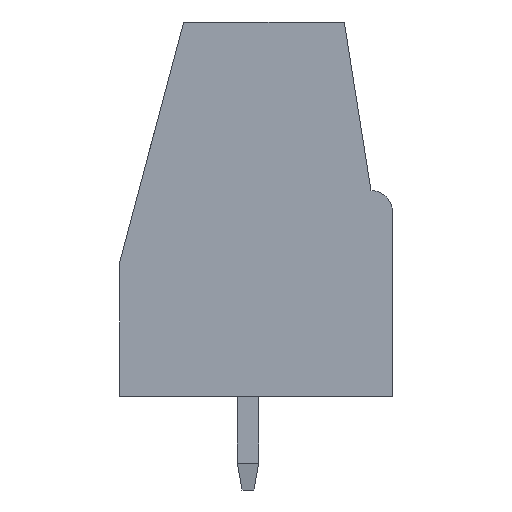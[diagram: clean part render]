
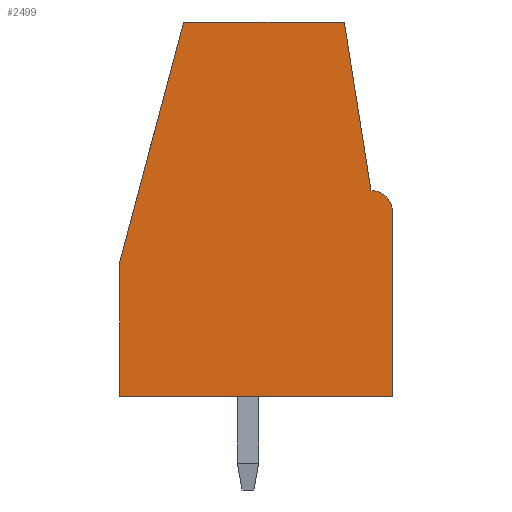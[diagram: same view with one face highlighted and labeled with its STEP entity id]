
A CAD part, front view. The second image highlights one B-rep face of the part: STEP entity #2499.
In plain terms, the highlighted planar face has unit normal (0, -1, 0).
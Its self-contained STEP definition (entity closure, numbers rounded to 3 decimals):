
#66=CIRCLE('',#2742,0.8);
#172=LINE('',#4026,#411);
#179=LINE('',#4045,#418);
#191=LINE('',#4066,#430);
#203=LINE('',#4091,#442);
#204=LINE('',#4093,#443);
#205=LINE('',#4094,#444);
#411=VECTOR('',#3072,1000.);
#418=VECTOR('',#3087,1000.);
#430=VECTOR('',#3101,1000.);
#442=VECTOR('',#3119,1000.);
#443=VECTOR('',#3120,1000.);
#444=VECTOR('',#3121,1000.);
#769=ORIENTED_EDGE('',*,*,#1368,.T.);
#770=ORIENTED_EDGE('',*,*,#1401,.T.);
#771=ORIENTED_EDGE('',*,*,#1402,.T.);
#772=ORIENTED_EDGE('',*,*,#1374,.T.);
#773=ORIENTED_EDGE('',*,*,#1377,.T.);
#774=ORIENTED_EDGE('',*,*,#1403,.T.);
#775=ORIENTED_EDGE('',*,*,#1389,.T.);
#1368=EDGE_CURVE('',#1698,#1697,#172,.T.);
#1374=EDGE_CURVE('',#1700,#1703,#66,.T.);
#1377=EDGE_CURVE('',#1703,#1705,#179,.T.);
#1389=EDGE_CURVE('',#1714,#1698,#191,.T.);
#1401=EDGE_CURVE('',#1697,#1724,#203,.T.);
#1402=EDGE_CURVE('',#1724,#1700,#204,.T.);
#1403=EDGE_CURVE('',#1705,#1714,#205,.T.);
#1697=VERTEX_POINT('',#4025);
#1698=VERTEX_POINT('',#4027);
#1700=VERTEX_POINT('',#4033);
#1703=VERTEX_POINT('',#4038);
#1705=VERTEX_POINT('',#4044);
#1714=VERTEX_POINT('',#4067);
#1724=VERTEX_POINT('',#4092);
#1941=EDGE_LOOP('',(#769,#770,#771,#772,#773,#774,#775));
#2162=FACE_BOUND('',#1941,.T.);
#2364=PLANE('',#2747);
#2499=ADVANCED_FACE('',(#2162),#2364,.T.);
#2742=AXIS2_PLACEMENT_3D('',#4039,#3081,#3082);
#2747=AXIS2_PLACEMENT_3D('',#4090,#3117,#3118);
#3072=DIRECTION('',(0.,0.,-1.));
#3081=DIRECTION('',(0.,-1.,0.));
#3082=DIRECTION('',(-1.,0.,0.));
#3087=DIRECTION('',(-0.156,0.,0.988));
#3101=DIRECTION('',(-0.257,0.,-0.966));
#3117=DIRECTION('',(0.,-1.,0.));
#3118=DIRECTION('',(0.,0.,-1.));
#3119=DIRECTION('',(1.,0.,0.));
#3120=DIRECTION('',(0.,0.,1.));
#3121=DIRECTION('',(-1.,0.,0.));
#4025=CARTESIAN_POINT('',(-10.2,-2.5,0.));
#4026=CARTESIAN_POINT('',(-10.2,-2.5,5.));
#4027=CARTESIAN_POINT('',(-10.2,-2.5,5.));
#4033=CARTESIAN_POINT('',(0.,-2.5,6.9));
#4038=CARTESIAN_POINT('',(-0.8,-2.5,7.7));
#4039=CARTESIAN_POINT('',(-0.8,-2.5,6.9));
#4044=CARTESIAN_POINT('',(-1.798,-2.5,14.));
#4045=CARTESIAN_POINT('',(-1.798,-2.5,14.));
#4066=CARTESIAN_POINT('',(-10.2,-2.5,5.));
#4067=CARTESIAN_POINT('',(-7.805,-2.5,14.));
#4090=CARTESIAN_POINT('',(-0.8,-2.5,6.9));
#4091=CARTESIAN_POINT('',(-10.2,-2.5,0.));
#4092=CARTESIAN_POINT('',(0.,-2.5,0.));
#4093=CARTESIAN_POINT('',(0.,-2.5,6.9));
#4094=CARTESIAN_POINT('',(-7.805,-2.5,14.));
